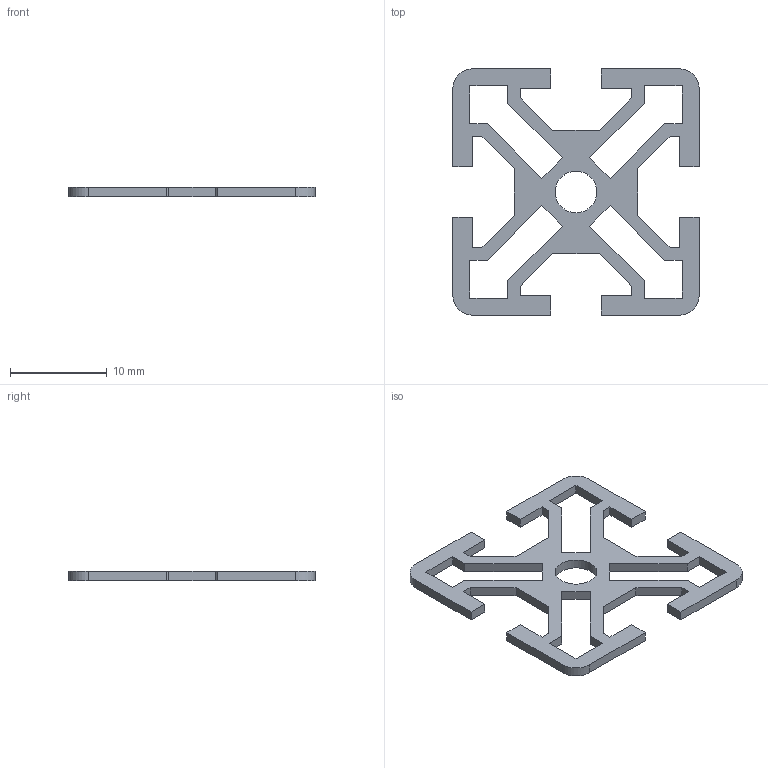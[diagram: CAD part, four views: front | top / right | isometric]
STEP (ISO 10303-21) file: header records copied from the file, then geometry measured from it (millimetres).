
FILE_DESCRIPTION((''),'2;1');
FILE_NAME('SP989_extern.ipt.step','2007-09-10T15:13:03',(''),(''),'Autodesk Inventor 11','Autodesk Inventor 11','');
FILE_SCHEMA(('AUTOMOTIVE_DESIGN { 1 0 10303 214 1 1 1 1 }'));
Length unit declared in the file: millimetre
Products named in the file (1): SP989_extern
Bounding box: 25.4 x 25.4 x 1 mm (x, y, z)
Volume: 283.2 mm3; surface area: 884.8 mm2
Topology: 1 solids, 1 shells, 79 faces, 232 edges, 155 vertices
Faces by surface type: plane 74, cylinder 4, bspline 1
Entity records: 2626 total; most frequent: CARTESIAN_POINT 481, ORIENTED_EDGE 460, DIRECTION 398, EDGE_CURVE 230, VECTOR 220, LINE 220, VERTEX_POINT 154, EDGE_LOOP 90
